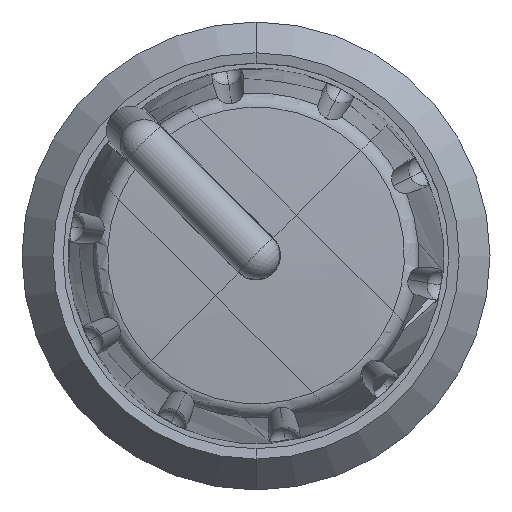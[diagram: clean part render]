
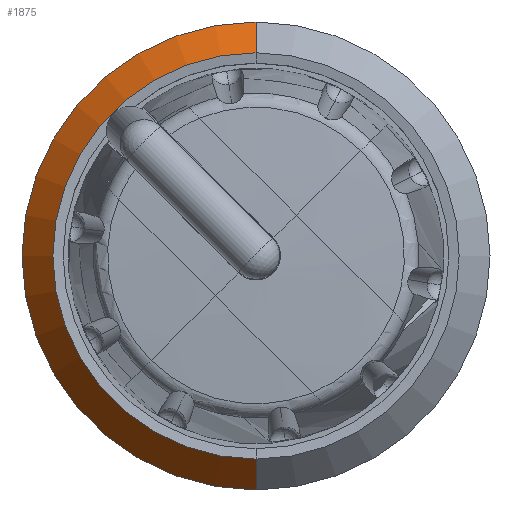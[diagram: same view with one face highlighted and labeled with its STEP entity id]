
A CAD part, top view. The second image highlights one B-rep face of the part: STEP entity #1875.
In plain terms, the highlighted conical face has half-angle 40.199 degrees and reference radius 13.771 mm.
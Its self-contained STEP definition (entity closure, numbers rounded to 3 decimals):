
#1875=ADVANCED_FACE('',(#4936),#4937,.T.);
#2135=VERTEX_POINT('',#5245);
#2139=VERTEX_POINT('',#5249);
#2141=EDGE_CURVE('',#2139,#2135,#5251,.T.);
#2145=VERTEX_POINT('',#5255);
#2147=EDGE_CURVE('',#2135,#2145,#5257,.T.);
#2151=VERTEX_POINT('',#5261);
#2153=EDGE_CURVE('',#2151,#2139,#5263,.T.);
#4027=EDGE_CURVE('',#2151,#2145,#7137,.T.);
#4936=FACE_OUTER_BOUND('',#8036,.T.);
#4937=CONICAL_SURFACE('',#8037,13.771,0.702);
#5245=CARTESIAN_POINT('',(14.743,27.543,36.3));
#5249=CARTESIAN_POINT('',(14.743,1.944,36.3));
#5251=CIRCLE('',#8534,12.8);
#5255=CARTESIAN_POINT('',(14.743,29.486,34.0));
#5257=LINE('',#8543,#8544);
#5261=CARTESIAN_POINT('',(14.743,0.0,34.0));
#5263=LINE('',#8552,#8553);
#7137=CIRCLE('',#12119,14.743);
#8036=EDGE_LOOP('',(#14647,#14648,#14649,#14650));
#8037=AXIS2_PLACEMENT_3D('',#14651,#14652,#14653);
#8534=AXIS2_PLACEMENT_3D('',#15080,#15081,#15082);
#8543=CARTESIAN_POINT('',(14.743,28.515,35.15));
#8544=VECTOR('',#15084,1.0);
#8552=CARTESIAN_POINT('',(14.743,0.972,35.15));
#8553=VECTOR('',#15088,1.0);
#12119=AXIS2_PLACEMENT_3D('',#16089,#16090,#16091);
#14647=ORIENTED_EDGE('',*,*,#2147,.T.);
#14648=ORIENTED_EDGE('',*,*,#4027,.F.);
#14649=ORIENTED_EDGE('',*,*,#2153,.T.);
#14650=ORIENTED_EDGE('',*,*,#2141,.T.);
#14651=CARTESIAN_POINT('',(14.743,14.743,35.15));
#14652=DIRECTION('',(-0.0,0.0,-1.0));
#14653=DIRECTION('',(0.0,1.0,0.0));
#15080=CARTESIAN_POINT('',(14.743,14.743,36.3));
#15081=DIRECTION('',(0.0,0.0,-1.0));
#15082=DIRECTION('',(0.0,1.0,0.0));
#15084=DIRECTION('',(0.,0.645,-0.764));
#15088=DIRECTION('',(0.,0.645,0.764));
#16089=CARTESIAN_POINT('',(14.743,14.743,34.0));
#16090=DIRECTION('',(0.0,0.0,-1.0));
#16091=DIRECTION('',(0.0,1.0,0.0));
